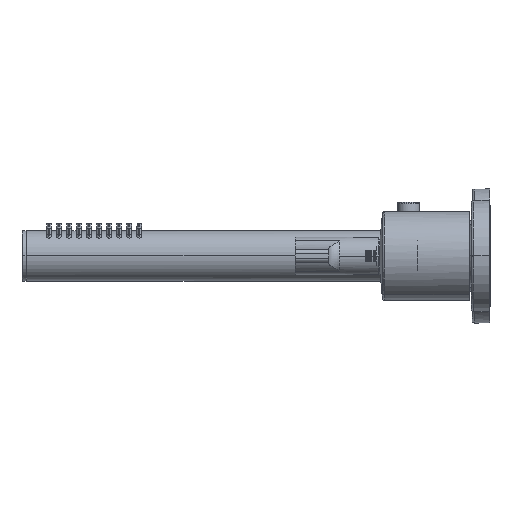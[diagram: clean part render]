
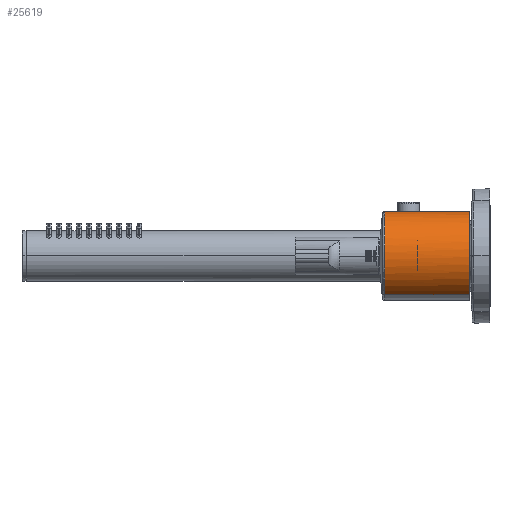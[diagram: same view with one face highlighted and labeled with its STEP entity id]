
A CAD part, left-side view. The second image highlights one B-rep face of the part: STEP entity #25619.
In plain terms, the highlighted cylindrical face has radius 19.85 mm (diameter 39.7 mm), a partial arc.
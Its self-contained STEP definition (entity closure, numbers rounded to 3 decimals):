
#25558=CARTESIAN_POINT('Vertex',(-190.483,137.8,17.434)) ;
#25560=CARTESIAN_POINT('Vertex',(-209.517,137.8,-17.406)) ;
#25563=CARTESIAN_POINT('Axis2P3D Location',(-200.,137.8,0.014)) ;
#25577=CARTESIAN_POINT('Axis2P3D Location',(-200.,157.8,0.014)) ;
#25582=CARTESIAN_POINT('Line Origine',(-209.517,157.8,-17.406)) ;
#25586=CARTESIAN_POINT('Vertex',(-209.517,175.643,-17.406)) ;
#25589=CARTESIAN_POINT('Line Origine',(-190.483,157.8,17.434)) ;
#25593=CARTESIAN_POINT('Vertex',(-190.483,175.643,17.434)) ;
#25597=CARTESIAN_POINT('Control Point',(-209.517,175.643,-17.406)) ;
#25598=CARTESIAN_POINT('Control Point',(-212.253,175.643,-15.911)) ;
#25599=CARTESIAN_POINT('Control Point',(-214.696,175.643,-13.879)) ;
#25600=CARTESIAN_POINT('Control Point',(-216.704,175.643,-11.386)) ;
#25601=CARTESIAN_POINT('Control Point',(-219.635,175.643,-5.746)) ;
#25602=CARTESIAN_POINT('Control Point',(-220.215,175.643,0.582)) ;
#25603=CARTESIAN_POINT('Control Point',(-219.872,175.643,3.765)) ;
#25604=CARTESIAN_POINT('Control Point',(-217.957,175.643,9.825)) ;
#25605=CARTESIAN_POINT('Control Point',(-213.893,175.643,14.71)) ;
#25606=CARTESIAN_POINT('Control Point',(-211.4,175.643,16.718)) ;
#25607=CARTESIAN_POINT('Control Point',(-205.761,175.643,19.649)) ;
#25608=CARTESIAN_POINT('Control Point',(-199.432,175.643,20.23)) ;
#25609=CARTESIAN_POINT('Control Point',(-196.25,175.643,19.887)) ;
#25610=CARTESIAN_POINT('Control Point',(-193.22,175.643,18.929)) ;
#25611=CARTESIAN_POINT('Control Point',(-190.483,175.643,17.434)) ;
#25584=VECTOR('Line Direction',#25583,1.) ;
#25591=VECTOR('Line Direction',#25590,1.) ;
#25564=DIRECTION('Axis2P3D Direction',(-0.,1.,0.)) ;
#25578=DIRECTION('Axis2P3D Direction',(-0.,1.,0.)) ;
#25579=DIRECTION('Axis2P3D XDirection',(0.479,0.,0.878)) ;
#25583=DIRECTION('Vector Direction',(0.,1.,0.)) ;
#25590=DIRECTION('Vector Direction',(0.,1.,0.)) ;
#25565=AXIS2_PLACEMENT_3D('Circle Axis2P3D',#25563,#25564,$) ;
#25580=AXIS2_PLACEMENT_3D('Cylinder Axis2P3D',#25577,#25578,#25579) ;
#25585=LINE('Line',#25582,#25584) ;
#25592=LINE('Line',#25589,#25591) ;
#25566=CIRCLE('generated circle',#25565,19.85) ;
#25581=CYLINDRICAL_SURFACE('generated cylinder',#25580,19.85) ;
#25567=EDGE_CURVE('',#25561,#25559,#25566,.T.) ;
#25588=EDGE_CURVE('',#25587,#25561,#25585,.F.) ;
#25595=EDGE_CURVE('',#25594,#25559,#25592,.F.) ;
#25612=EDGE_CURVE('',#25587,#25594,#25596,.T.) ;
#25614=ORIENTED_EDGE('',*,*,#25588,.T.) ;
#25615=ORIENTED_EDGE('',*,*,#25567,.T.) ;
#25616=ORIENTED_EDGE('',*,*,#25595,.F.) ;
#25617=ORIENTED_EDGE('',*,*,#25612,.F.) ;
#25613=EDGE_LOOP('',(#25614,#25615,#25616,#25617)) ;
#25559=VERTEX_POINT('',#25558) ;
#25561=VERTEX_POINT('',#25560) ;
#25587=VERTEX_POINT('',#25586) ;
#25594=VERTEX_POINT('',#25593) ;
#25619=ADVANCED_FACE('Devia GS.1\\PCM.38.t1.1\\PartBody',(#25618),#25581,.T.) ;
#25596=B_SPLINE_CURVE_WITH_KNOTS('',5,(#25597,#25598,#25599,#25600,#25601,#25602,#25603,#25604,#25605,#25606,#25607,#25608,#25609,#25610,#25611),.UNSPECIFIED.,.F.,.U.,(6,3,3,3,6),(-31.18,-15.59,0.,15.59,31.18),.UNSPECIFIED.) ;
#25618=FACE_OUTER_BOUND('',#25613,.T.) ;
